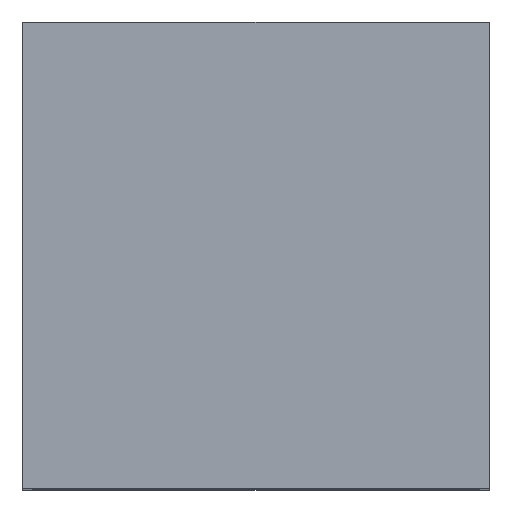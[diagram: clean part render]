
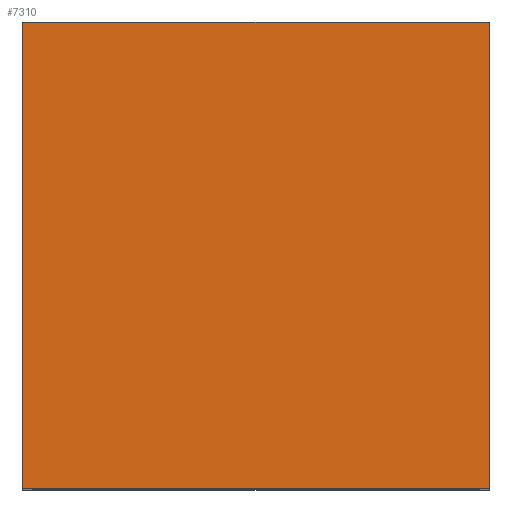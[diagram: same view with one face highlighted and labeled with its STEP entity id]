
A CAD part, top view. The second image highlights one B-rep face of the part: STEP entity #7310.
In plain terms, the highlighted planar face has unit normal (0, 0, 1).
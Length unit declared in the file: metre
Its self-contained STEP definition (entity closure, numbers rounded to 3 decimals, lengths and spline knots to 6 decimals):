
#2408=ORIENTED_EDGE('',*,*,#3494,.F.);
#2409=ORIENTED_EDGE('',*,*,#3498,.T.);
#2410=ORIENTED_EDGE('',*,*,#3501,.T.);
#2411=ORIENTED_EDGE('',*,*,#3503,.F.);
#3494=EDGE_CURVE('',#4194,#4195,#4878,.T.);
#3498=EDGE_CURVE('',#4194,#4197,#4882,.T.);
#3501=EDGE_CURVE('',#4197,#4199,#4885,.T.);
#3503=EDGE_CURVE('',#4195,#4199,#4887,.T.);
#4194=VERTEX_POINT('',#12206);
#4195=VERTEX_POINT('',#12208);
#4197=VERTEX_POINT('',#12214);
#4199=VERTEX_POINT('',#12220);
#4878=LINE('',#12207,#5582);
#4882=LINE('',#12215,#5586);
#4885=LINE('',#12221,#5589);
#4887=LINE('',#12224,#5591);
#5582=VECTOR('',#10127,1.);
#5586=VECTOR('',#10133,1.);
#5589=VECTOR('',#10138,1.);
#5591=VECTOR('',#10142,1.);
#6152=EDGE_LOOP('',(#2408,#2409,#2410,#2411));
#6690=FACE_BOUND('',#6152,.T.);
#6928=PLANE('',#8155);
#7310=ADVANCED_FACE('',(#6690),#6928,.T.);
#8155=AXIS2_PLACEMENT_3D('',#12225,#10143,#10144);
#10127=DIRECTION('',(1.,0.,0.));
#10133=DIRECTION('',(0.,-1.,0.));
#10138=DIRECTION('',(1.,0.,0.));
#10142=DIRECTION('',(0.,-1.,0.));
#10143=DIRECTION('',(0.,0.,1.));
#10144=DIRECTION('',(1.,0.,0.));
#12206=CARTESIAN_POINT('',(-0.089661,0.10231,0.303));
#12207=CARTESIAN_POINT('',(-0.014661,0.10231,0.303));
#12208=CARTESIAN_POINT('',(0.060339,0.10231,0.303));
#12214=CARTESIAN_POINT('',(-0.089661,-0.04769,0.303));
#12215=CARTESIAN_POINT('',(-0.089661,0.02731,0.303));
#12220=CARTESIAN_POINT('',(0.060339,-0.04769,0.303));
#12221=CARTESIAN_POINT('',(-0.014661,-0.04769,0.303));
#12224=CARTESIAN_POINT('',(0.060339,0.02731,0.303));
#12225=CARTESIAN_POINT('',(-0.014661,0.02731,0.303));
